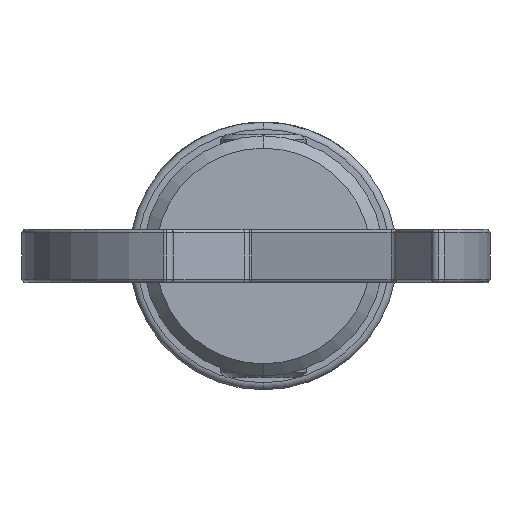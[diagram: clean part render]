
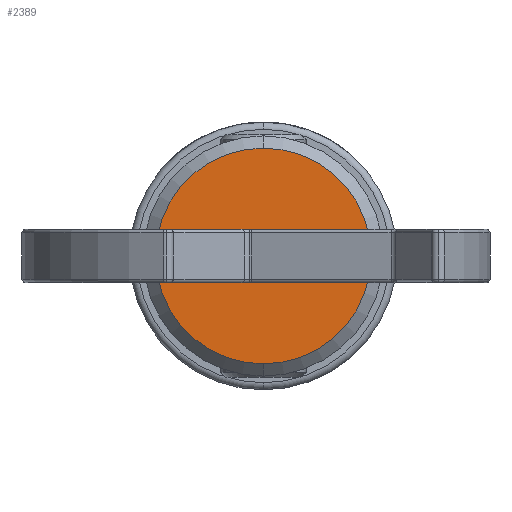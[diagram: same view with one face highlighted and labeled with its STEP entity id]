
A CAD part, left-side view. The second image highlights one B-rep face of the part: STEP entity #2389.
In plain terms, the highlighted planar face has unit normal (-1, 0, 0).
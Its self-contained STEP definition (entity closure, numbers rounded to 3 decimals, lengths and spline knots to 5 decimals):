
#947 = DIRECTION ( 'NONE',  ( 0., -1., 0. ) ) ;
#1101 = ORIENTED_EDGE ( 'NONE', *, *, #45490, .T. ) ;
#1119 = VECTOR ( 'NONE', #44418, 39.37008 ) ;
#1684 = CARTESIAN_POINT ( 'NONE',  ( 12.20038, 6.37752, -0.065 ) ) ;
#1877 = EDGE_CURVE ( 'NONE', #51831, #29479, #16753, .T. ) ;
#2218 = EDGE_LOOP ( 'NONE', ( #26276, #3135, #31134, #38396, #37189, #29931, #32667, #46655 ) ) ;
#2389 = ADVANCED_FACE ( 'NONE', ( #7185, #12633 ), #15688, .F. ) ;
#3135 = ORIENTED_EDGE ( 'NONE', *, *, #1877, .T. ) ;
#3252 = DIRECTION ( 'NONE',  ( 0., 0., -1. ) ) ;
#3257 = VECTOR ( 'NONE', #947, 39.37008 ) ;
#3557 = CIRCLE ( 'NONE', #43414, 0.30224 ) ;
#4012 = DIRECTION ( 'NONE',  ( 1., 0., 0. ) ) ;
#4017 = CARTESIAN_POINT ( 'NONE',  ( 12.20038, 6.16752, -0.30224 ) ) ;
#5625 = VERTEX_POINT ( 'NONE', #4017 ) ;
#7077 = ORIENTED_EDGE ( 'NONE', *, *, #26701, .T. ) ;
#7185 = FACE_BOUND ( 'NONE', #2218, .T. ) ;
#7903 = VERTEX_POINT ( 'NONE', #54552 ) ;
#7925 = LINE ( 'NONE', #39458, #1119 ) ;
#9822 = AXIS2_PLACEMENT_3D ( 'NONE', #23076, #10247, #40626 ) ;
#10022 = CARTESIAN_POINT ( 'NONE',  ( 12.20038, 6.37752, 0.065 ) ) ;
#10192 = VERTEX_POINT ( 'NONE', #49223 ) ;
#10247 = DIRECTION ( 'NONE',  ( 1., 0., 0. ) ) ;
#10611 = EDGE_CURVE ( 'NONE', #7903, #10192, #23494, .T. ) ;
#10758 = CARTESIAN_POINT ( 'NONE',  ( 12.20038, 5.95752, -0.075 ) ) ;
#11886 = VERTEX_POINT ( 'NONE', #34361 ) ;
#12010 = DIRECTION ( 'NONE',  ( 0., 0., -1. ) ) ;
#12241 = EDGE_CURVE ( 'NONE', #51831, #11886, #30272, .T. ) ;
#12633 = FACE_OUTER_BOUND ( 'NONE', #41680, .T. ) ;
#13672 = EDGE_CURVE ( 'NONE', #7903, #24409, #47991, .T. ) ;
#14835 = DIRECTION ( 'NONE',  ( 1., 0., 0. ) ) ;
#15121 = CARTESIAN_POINT ( 'NONE',  ( 12.20038, 6.16752, 0. ) ) ;
#15688 = PLANE ( 'NONE',  #34151 ) ;
#16753 = CIRCLE ( 'NONE', #48031, 0.01 ) ;
#18386 = CIRCLE ( 'NONE', #53122, 0.30224 ) ;
#18702 = CARTESIAN_POINT ( 'NONE',  ( 12.20038, 5.95752, 0.075 ) ) ;
#20388 = CARTESIAN_POINT ( 'NONE',  ( 12.20038, 6.38752, 0.065 ) ) ;
#20724 = VECTOR ( 'NONE', #56691, 39.37008 ) ;
#21124 = CARTESIAN_POINT ( 'NONE',  ( 12.20038, 6.16752, 0.30224 ) ) ;
#22179 = CARTESIAN_POINT ( 'NONE',  ( 12.20038, 5.94752, 0. ) ) ;
#23076 = CARTESIAN_POINT ( 'NONE',  ( 12.20038, 5.95752, -0.065 ) ) ;
#23286 = DIRECTION ( 'NONE',  ( 0., 0., -1. ) ) ;
#23494 = LINE ( 'NONE', #22179, #20724 ) ;
#24409 = VERTEX_POINT ( 'NONE', #10758 ) ;
#25073 = EDGE_CURVE ( 'NONE', #35104, #11886, #40294, .T. ) ;
#26044 = AXIS2_PLACEMENT_3D ( 'NONE', #1684, #14835, #23286 ) ;
#26120 = DIRECTION ( 'NONE',  ( 0., 0., -1. ) ) ;
#26276 = ORIENTED_EDGE ( 'NONE', *, *, #12241, .F. ) ;
#26548 = LINE ( 'NONE', #44495, #3257 ) ;
#26701 = EDGE_CURVE ( 'NONE', #5625, #46914, #18386, .T. ) ;
#27615 = DIRECTION ( 'NONE',  ( 1., 0., 0. ) ) ;
#28695 = EDGE_CURVE ( 'NONE', #29479, #55346, #26548, .T. ) ;
#29479 = VERTEX_POINT ( 'NONE', #40187 ) ;
#29931 = ORIENTED_EDGE ( 'NONE', *, *, #13672, .T. ) ;
#30272 = LINE ( 'NONE', #50545, #54841 ) ;
#31134 = ORIENTED_EDGE ( 'NONE', *, *, #28695, .T. ) ;
#31372 = CARTESIAN_POINT ( 'NONE',  ( 12.20038, 6.16752, 0. ) ) ;
#32667 = ORIENTED_EDGE ( 'NONE', *, *, #43205, .F. ) ;
#34151 = AXIS2_PLACEMENT_3D ( 'NONE', #15121, #46582, #12010 ) ;
#34361 = CARTESIAN_POINT ( 'NONE',  ( 12.20038, 6.38752, -0.065 ) ) ;
#35104 = VERTEX_POINT ( 'NONE', #37308 ) ;
#35223 = EDGE_CURVE ( 'NONE', #55346, #10192, #52343, .T. ) ;
#36327 = DIRECTION ( 'NONE',  ( -1., 0., 0. ) ) ;
#36432 = AXIS2_PLACEMENT_3D ( 'NONE', #55933, #4012, #3252 ) ;
#37189 = ORIENTED_EDGE ( 'NONE', *, *, #10611, .F. ) ;
#37308 = CARTESIAN_POINT ( 'NONE',  ( 12.20038, 6.37752, -0.075 ) ) ;
#38396 = ORIENTED_EDGE ( 'NONE', *, *, #35223, .T. ) ;
#39458 = CARTESIAN_POINT ( 'NONE',  ( 12.20038, 6.16752, -0.075 ) ) ;
#40187 = CARTESIAN_POINT ( 'NONE',  ( 12.20038, 6.37752, 0.075 ) ) ;
#40294 = CIRCLE ( 'NONE', #26044, 0.01 ) ;
#40626 = DIRECTION ( 'NONE',  ( 0., 0., -1. ) ) ;
#40971 = DIRECTION ( 'NONE',  ( 0., 0., -1. ) ) ;
#41680 = EDGE_LOOP ( 'NONE', ( #7077, #1101 ) ) ;
#43205 = EDGE_CURVE ( 'NONE', #35104, #24409, #7925, .T. ) ;
#43414 = AXIS2_PLACEMENT_3D ( 'NONE', #31372, #36327, #48904 ) ;
#44418 = DIRECTION ( 'NONE',  ( 0., -1., 0. ) ) ;
#44495 = CARTESIAN_POINT ( 'NONE',  ( 12.20038, 6.16752, 0.075 ) ) ;
#45490 = EDGE_CURVE ( 'NONE', #46914, #5625, #3557, .T. ) ;
#45846 = DIRECTION ( 'NONE',  ( 0., 0., 1. ) ) ;
#46582 = DIRECTION ( 'NONE',  ( 1., 0., 0. ) ) ;
#46655 = ORIENTED_EDGE ( 'NONE', *, *, #25073, .T. ) ;
#46914 = VERTEX_POINT ( 'NONE', #21124 ) ;
#47991 = CIRCLE ( 'NONE', #9822, 0.01 ) ;
#48031 = AXIS2_PLACEMENT_3D ( 'NONE', #10022, #27615, #40971 ) ;
#48904 = DIRECTION ( 'NONE',  ( 0., 0., 1. ) ) ;
#49223 = CARTESIAN_POINT ( 'NONE',  ( 12.20038, 5.94752, 0.065 ) ) ;
#50392 = CARTESIAN_POINT ( 'NONE',  ( 12.20038, 6.16752, 0. ) ) ;
#50545 = CARTESIAN_POINT ( 'NONE',  ( 12.20038, 6.38752, 0. ) ) ;
#51831 = VERTEX_POINT ( 'NONE', #20388 ) ;
#52343 = CIRCLE ( 'NONE', #36432, 0.01 ) ;
#53122 = AXIS2_PLACEMENT_3D ( 'NONE', #50392, #54599, #45846 ) ;
#54552 = CARTESIAN_POINT ( 'NONE',  ( 12.20038, 5.94752, -0.065 ) ) ;
#54599 = DIRECTION ( 'NONE',  ( -1., 0., 0. ) ) ;
#54841 = VECTOR ( 'NONE', #26120, 39.37008 ) ;
#55346 = VERTEX_POINT ( 'NONE', #18702 ) ;
#55933 = CARTESIAN_POINT ( 'NONE',  ( 12.20038, 5.95752, 0.065 ) ) ;
#56691 = DIRECTION ( 'NONE',  ( 0., 0., 1. ) ) ;
